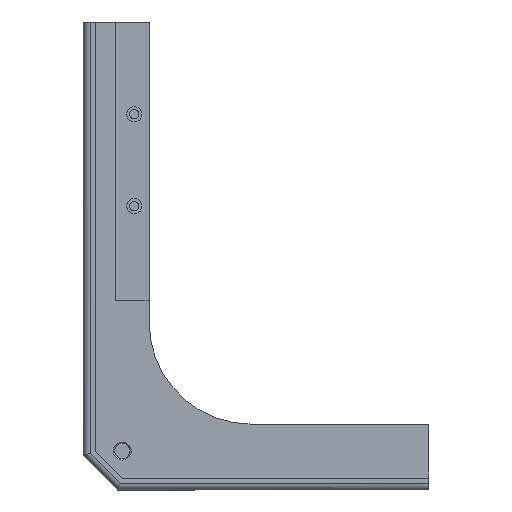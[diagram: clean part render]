
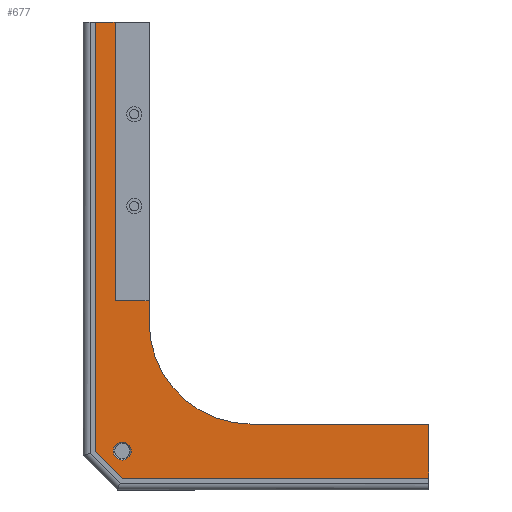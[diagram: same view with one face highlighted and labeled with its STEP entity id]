
A CAD part, left-side view. The second image highlights one B-rep face of the part: STEP entity #677.
In plain terms, the highlighted planar face has unit normal (-1, 0, 0).
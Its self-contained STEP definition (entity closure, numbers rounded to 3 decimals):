
#21=FACE_BOUND('',#121,.T.);
#38=PLANE('',#738);
#75=FACE_OUTER_BOUND('',#120,.T.);
#120=EDGE_LOOP('',(#572,#573,#574,#575,#576,#577,#578,#579,#580,#581));
#121=EDGE_LOOP('',(#582));
#145=CIRCLE('',#716,30.);
#155=CIRCLE('',#739,2.65);
#175=LINE('',#1002,#244);
#196=LINE('',#1050,#265);
#201=LINE('',#1064,#270);
#208=LINE('',#1090,#277);
#213=LINE('',#1107,#282);
#215=LINE('',#1111,#284);
#216=LINE('',#1113,#285);
#217=LINE('',#1114,#286);
#218=LINE('',#1115,#287);
#244=VECTOR('',#795,10.);
#265=VECTOR('',#836,10.);
#270=VECTOR('',#851,10.);
#277=VECTOR('',#878,10.);
#282=VECTOR('',#901,10.);
#284=VECTOR('',#905,10.);
#285=VECTOR('',#906,10.);
#286=VECTOR('',#907,10.);
#287=VECTOR('',#908,10.);
#314=VERTEX_POINT('',#999);
#315=VERTEX_POINT('',#1001);
#331=VERTEX_POINT('',#1047);
#332=VERTEX_POINT('',#1049);
#333=VERTEX_POINT('',#1055);
#334=VERTEX_POINT('',#1056);
#345=VERTEX_POINT('',#1088);
#348=VERTEX_POINT('',#1106);
#349=VERTEX_POINT('',#1110);
#350=VERTEX_POINT('',#1112);
#351=VERTEX_POINT('',#1116);
#378=EDGE_CURVE('',#314,#315,#175,.T.);
#402=EDGE_CURVE('',#332,#331,#196,.T.);
#405=EDGE_CURVE('',#333,#334,#145,.T.);
#409=EDGE_CURVE('',#331,#334,#201,.T.);
#422=EDGE_CURVE('',#333,#345,#208,.T.);
#429=EDGE_CURVE('',#348,#315,#213,.T.);
#431=EDGE_CURVE('',#349,#314,#215,.T.);
#432=EDGE_CURVE('',#350,#349,#216,.T.);
#433=EDGE_CURVE('',#332,#350,#217,.T.);
#434=EDGE_CURVE('',#345,#348,#218,.T.);
#435=EDGE_CURVE('',#351,#351,#155,.T.);
#572=ORIENTED_EDGE('',*,*,#429,.T.);
#573=ORIENTED_EDGE('',*,*,#378,.F.);
#574=ORIENTED_EDGE('',*,*,#431,.F.);
#575=ORIENTED_EDGE('',*,*,#432,.F.);
#576=ORIENTED_EDGE('',*,*,#433,.F.);
#577=ORIENTED_EDGE('',*,*,#402,.T.);
#578=ORIENTED_EDGE('',*,*,#409,.T.);
#579=ORIENTED_EDGE('',*,*,#405,.F.);
#580=ORIENTED_EDGE('',*,*,#422,.T.);
#581=ORIENTED_EDGE('',*,*,#434,.T.);
#582=ORIENTED_EDGE('',*,*,#435,.F.);
#677=ADVANCED_FACE('',(#75,#21),#38,.T.);
#716=AXIS2_PLACEMENT_3D('',#1057,#843,#844);
#738=AXIS2_PLACEMENT_3D('',#1109,#903,#904);
#739=AXIS2_PLACEMENT_3D('',#1117,#909,#910);
#795=DIRECTION('',(0.,-1.,0.));
#836=DIRECTION('',(0.,0.,1.));
#843=DIRECTION('center_axis',(-1.,0.,0.));
#844=DIRECTION('ref_axis',(0.,0.707,-0.707));
#851=DIRECTION('',(0.,1.,0.));
#878=DIRECTION('',(0.,0.,1.));
#901=DIRECTION('',(0.,0.,1.));
#903=DIRECTION('center_axis',(-1.,0.,0.));
#904=DIRECTION('ref_axis',(0.,0.,1.));
#905=DIRECTION('',(0.,0.,1.));
#906=DIRECTION('',(0.,0.707,0.707));
#907=DIRECTION('',(0.,1.,0.));
#908=DIRECTION('',(0.,1.,0.));
#909=DIRECTION('center_axis',(-1.,0.,0.));
#910=DIRECTION('ref_axis',(0.,0.,-1.));
#999=CARTESIAN_POINT('',(40.007,699.7,137.641));
#1001=CARTESIAN_POINT('',(40.007,693.837,137.641));
#1002=CARTESIAN_POINT('',(40.002,560.485,137.641));
#1047=CARTESIAN_POINT('',(40.003,601.593,19.363));
#1049=CARTESIAN_POINT('',(40.003,601.592,3.5));
#1050=CARTESIAN_POINT('',(40.003,601.594,57.375));
#1055=CARTESIAN_POINT('',(40.006,683.837,49.363));
#1056=CARTESIAN_POINT('',(40.005,653.837,19.363));
#1057=CARTESIAN_POINT('Origin',(40.005,653.837,49.363));
#1064=CARTESIAN_POINT('',(40.006,683.837,19.363));
#1088=CARTESIAN_POINT('',(40.006,683.837,55.641));
#1090=CARTESIAN_POINT('',(40.006,683.837,336.237));
#1106=CARTESIAN_POINT('',(40.006,693.835,55.641));
#1107=CARTESIAN_POINT('',(40.007,693.837,117.719));
#1109=CARTESIAN_POINT('Origin',(40.003,601.604,177.8));
#1110=CARTESIAN_POINT('',(40.007,699.7,11.45));
#1111=CARTESIAN_POINT('',(40.007,699.7,94.625));
#1112=CARTESIAN_POINT('',(40.006,691.751,3.5));
#1113=CARTESIAN_POINT('',(40.007,712.789,24.538));
#1114=CARTESIAN_POINT('',(40.002,556.527,3.5));
#1115=CARTESIAN_POINT('',(40.005,639.217,55.642));
#1116=CARTESIAN_POINT('',(40.006,691.75,14.1));
#1117=CARTESIAN_POINT('Origin',(40.006,691.75,11.45));
